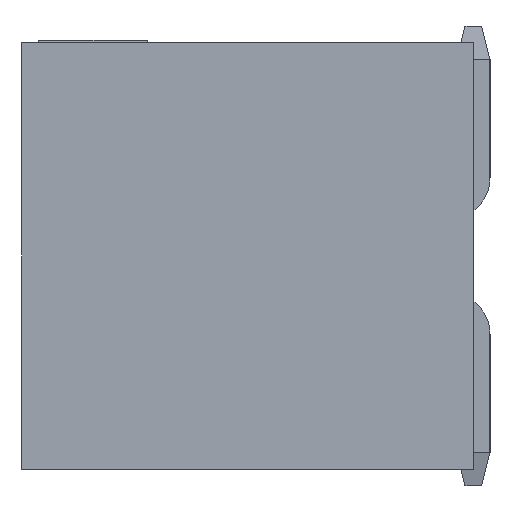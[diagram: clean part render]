
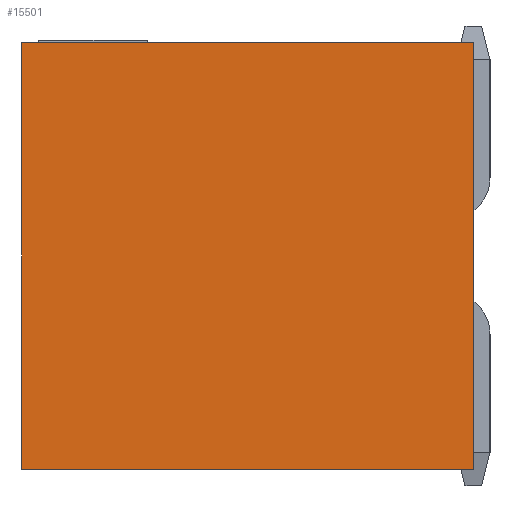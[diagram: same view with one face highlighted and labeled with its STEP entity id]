
A CAD part, left-side view. The second image highlights one B-rep face of the part: STEP entity #15501.
In plain terms, the highlighted planar face has unit normal (-1, 0, 0).
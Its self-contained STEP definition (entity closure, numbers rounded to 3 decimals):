
#261 = ORIENTED_EDGE ( 'NONE', *, *, #15626, .T. ) ;
#463 = EDGE_LOOP ( 'NONE', ( #6504, #12472, #5884, #261 ) ) ;
#1379 = LINE ( 'NONE', #14044, #12392 ) ;
#3278 = LINE ( 'NONE', #13803, #17272 ) ;
#4331 = CARTESIAN_POINT ( 'NONE',  ( -15.85, 5.4, 2.55 ) ) ;
#5523 = PLANE ( 'NONE',  #7364 ) ;
#5686 = DIRECTION ( 'NONE',  ( 0., 0., -1. ) ) ;
#5884 = ORIENTED_EDGE ( 'NONE', *, *, #15683, .T. ) ;
#6334 = VECTOR ( 'NONE', #9918, 1000. ) ;
#6368 = EDGE_CURVE ( 'NONE', #15421, #13056, #10630, .T. ) ;
#6504 = ORIENTED_EDGE ( 'NONE', *, *, #6368, .F. ) ;
#7364 = AXIS2_PLACEMENT_3D ( 'NONE', #13518, #15005, #10847 ) ;
#9918 = DIRECTION ( 'NONE',  ( 0., 0., -1. ) ) ;
#9920 = LINE ( 'NONE', #16779, #6334 ) ;
#10206 = VECTOR ( 'NONE', #14032, 1000. ) ;
#10495 = FACE_OUTER_BOUND ( 'NONE', #463, .T. ) ;
#10630 = LINE ( 'NONE', #14202, #10206 ) ;
#10847 = DIRECTION ( 'NONE',  ( 0., 0., 1. ) ) ;
#11279 = VERTEX_POINT ( 'NONE', #4331 ) ;
#12392 = VECTOR ( 'NONE', #16703, 1000. ) ;
#12472 = ORIENTED_EDGE ( 'NONE', *, *, #14110, .F. ) ;
#13056 = VERTEX_POINT ( 'NONE', #13999 ) ;
#13311 = VERTEX_POINT ( 'NONE', #15949 ) ;
#13518 = CARTESIAN_POINT ( 'NONE',  ( -15.85, 0., -2.55 ) ) ;
#13803 = CARTESIAN_POINT ( 'NONE',  ( -15.85, 5.4, 0. ) ) ;
#13999 = CARTESIAN_POINT ( 'NONE',  ( -15.85, 5.4, -2.55 ) ) ;
#14032 = DIRECTION ( 'NONE',  ( 0., 1., 0. ) ) ;
#14044 = CARTESIAN_POINT ( 'NONE',  ( -15.85, 2.7, 2.55 ) ) ;
#14110 = EDGE_CURVE ( 'NONE', #13311, #15421, #9920, .T. ) ;
#14202 = CARTESIAN_POINT ( 'NONE',  ( -15.85, 2.7, -2.55 ) ) ;
#14780 = CARTESIAN_POINT ( 'NONE',  ( -15.85, 0., -2.55 ) ) ;
#15005 = DIRECTION ( 'NONE',  ( -1., 0., 0. ) ) ;
#15421 = VERTEX_POINT ( 'NONE', #14780 ) ;
#15501 = ADVANCED_FACE ( 'NONE', ( #10495 ), #5523, .T. ) ;
#15626 = EDGE_CURVE ( 'NONE', #11279, #13056, #3278, .T. ) ;
#15683 = EDGE_CURVE ( 'NONE', #13311, #11279, #1379, .T. ) ;
#15949 = CARTESIAN_POINT ( 'NONE',  ( -15.85, 0., 2.55 ) ) ;
#16703 = DIRECTION ( 'NONE',  ( 0., 1., 0. ) ) ;
#16779 = CARTESIAN_POINT ( 'NONE',  ( -15.85, 0., 0. ) ) ;
#17272 = VECTOR ( 'NONE', #5686, 1000. ) ;
